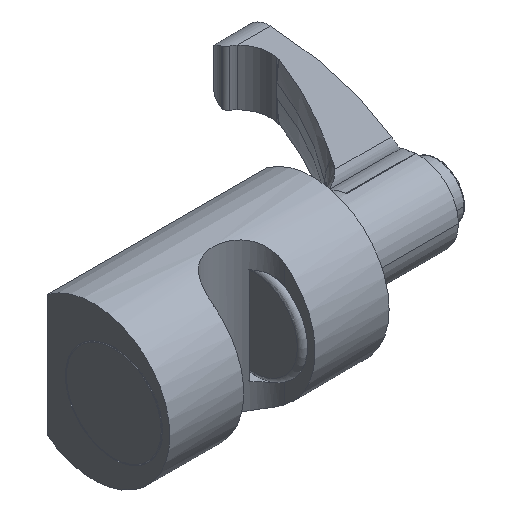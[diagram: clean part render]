
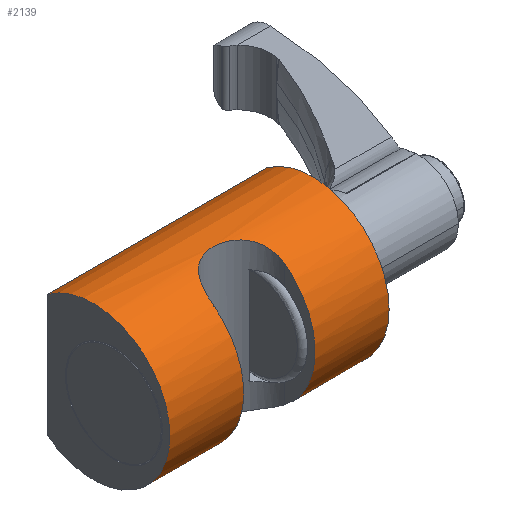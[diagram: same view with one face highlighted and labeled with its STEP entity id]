
A CAD part, isometric view. The second image highlights one B-rep face of the part: STEP entity #2139.
In plain terms, the highlighted cylindrical face has radius 15 mm (diameter 30 mm), a partial arc.
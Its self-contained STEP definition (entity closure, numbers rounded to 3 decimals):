
#1=CARTESIAN_POINT('',(-21.5,3.,0.));
#2=DIRECTION('',(1.,0.,0.));
#3=DIRECTION('',(0.,0.6,0.8));
#4=AXIS2_PLACEMENT_3D('',#1,#2,#3);
#20=DIRECTION('',(1.,0.,0.));
#21=VECTOR('',#20,43.);
#22=CARTESIAN_POINT('',(-21.5,12.,12.));
#23=LINE('',#22,#21);
#24=CARTESIAN_POINT('',(-7.,-6.,12.));
#25=CARTESIAN_POINT('',(-7.,-5.707,12.22));
#26=CARTESIAN_POINT('',(-6.963,-5.126,12.622));
#27=CARTESIAN_POINT('',(-6.804,-4.284,13.124));
#28=CARTESIAN_POINT('',(-6.547,-3.475,13.54));
#29=CARTESIAN_POINT('',(-6.195,-2.705,13.881));
#30=CARTESIAN_POINT('',(-5.75,-1.978,14.156));
#31=CARTESIAN_POINT('',(-5.214,-1.302,14.375));
#32=CARTESIAN_POINT('',(-4.589,-0.69,14.543));
#33=CARTESIAN_POINT('',(-3.881,-0.152,14.668));
#34=CARTESIAN_POINT('',(-3.1,0.298,14.756));
#35=CARTESIAN_POINT('',(-2.259,0.647,14.815));
#36=CARTESIAN_POINT('',(-1.373,0.885,14.85));
#37=CARTESIAN_POINT('',(-0.461,1.005,14.867));
#38=CARTESIAN_POINT('',(0.461,1.005,14.867));
#39=CARTESIAN_POINT('',(1.373,0.885,14.85));
#40=CARTESIAN_POINT('',(2.259,0.647,14.815));
#41=CARTESIAN_POINT('',(3.1,0.298,14.756));
#42=CARTESIAN_POINT('',(3.881,-0.152,14.668));
#43=CARTESIAN_POINT('',(4.589,-0.69,14.543));
#44=CARTESIAN_POINT('',(5.214,-1.302,14.375));
#45=CARTESIAN_POINT('',(5.75,-1.978,14.156));
#46=CARTESIAN_POINT('',(6.195,-2.705,13.881));
#47=CARTESIAN_POINT('',(6.547,-3.475,13.54));
#48=CARTESIAN_POINT('',(6.804,-4.284,13.124));
#49=CARTESIAN_POINT('',(6.963,-5.126,12.622));
#50=CARTESIAN_POINT('',(7.,-5.707,12.22));
#51=CARTESIAN_POINT('',(7.,-6.,12.));
#53=CARTESIAN_POINT('',(-7.,3.,0.));
#54=DIRECTION('',(1.,0.,0.));
#55=DIRECTION('',(0.,-0.6,0.8));
#56=AXIS2_PLACEMENT_3D('',#53,#54,#55);
#58=CARTESIAN_POINT('',(7.,-6.,-12.));
#59=CARTESIAN_POINT('',(7.,-5.707,-12.22));
#60=CARTESIAN_POINT('',(6.963,-5.126,-12.622));
#61=CARTESIAN_POINT('',(6.804,-4.284,-13.124));
#62=CARTESIAN_POINT('',(6.547,-3.475,-13.54));
#63=CARTESIAN_POINT('',(6.195,-2.705,-13.881));
#64=CARTESIAN_POINT('',(5.75,-1.978,-14.156));
#65=CARTESIAN_POINT('',(5.214,-1.302,-14.375));
#66=CARTESIAN_POINT('',(4.589,-0.69,-14.543));
#67=CARTESIAN_POINT('',(3.881,-0.152,-14.668));
#68=CARTESIAN_POINT('',(3.1,0.298,-14.756));
#69=CARTESIAN_POINT('',(2.259,0.647,-14.815));
#70=CARTESIAN_POINT('',(1.373,0.885,-14.85));
#71=CARTESIAN_POINT('',(0.461,1.005,-14.867));
#72=CARTESIAN_POINT('',(-0.461,1.005,-14.867));
#73=CARTESIAN_POINT('',(-1.373,0.885,-14.85));
#74=CARTESIAN_POINT('',(-2.259,0.647,-14.815));
#75=CARTESIAN_POINT('',(-3.1,0.298,-14.756));
#76=CARTESIAN_POINT('',(-3.881,-0.152,
-14.668));
#77=CARTESIAN_POINT('',(-4.589,-0.69,
-14.543));
#78=CARTESIAN_POINT('',(-5.214,-1.302,-14.375));
#79=CARTESIAN_POINT('',(-5.75,-1.978,-14.156));
#80=CARTESIAN_POINT('',(-6.195,-2.705,-13.881));
#81=CARTESIAN_POINT('',(-6.547,-3.475,-13.54));
#82=CARTESIAN_POINT('',(-6.804,-4.284,-13.124));
#83=CARTESIAN_POINT('',(-6.963,-5.126,-12.622));
#84=CARTESIAN_POINT('',(-7.,-5.707,-12.22));
#85=CARTESIAN_POINT('',(-7.,-6.,-12.));
#87=CARTESIAN_POINT('',(7.,3.,0.));
#88=DIRECTION('',(-1.,0.,0.));
#89=DIRECTION('',(0.,-0.6,-0.8));
#90=AXIS2_PLACEMENT_3D('',#87,#88,#89);
#92=DIRECTION('',(1.,0.,0.));
#93=VECTOR('',#92,43.);
#94=CARTESIAN_POINT('',(-21.5,12.,-12.));
#95=LINE('',#94,#93);
#136=CARTESIAN_POINT('',(21.5,3.,0.));
#137=DIRECTION('',(1.,0.,0.));
#138=DIRECTION('',(0.,0.6,0.8));
#139=AXIS2_PLACEMENT_3D('',#136,#137,#138);
#1747=CARTESIAN_POINT('',(-21.5,12.,-12.));
#1748=CARTESIAN_POINT('',(-21.5,12.,12.));
#1749=VERTEX_POINT('',#1747);
#1750=VERTEX_POINT('',#1748);
#1751=CARTESIAN_POINT('',(21.5,12.,-12.));
#1752=CARTESIAN_POINT('',(21.5,12.,12.));
#1753=VERTEX_POINT('',#1751);
#1754=VERTEX_POINT('',#1752);
#1785=VERTEX_POINT('',#24);
#1786=VERTEX_POINT('',#51);
#1787=VERTEX_POINT('',#58);
#1788=VERTEX_POINT('',#85);
#2115=CARTESIAN_POINT('',(-21.5,3.,0.));
#2116=DIRECTION('',(1.,0.,0.));
#2117=DIRECTION('',(0.,-1.,0.));
#2118=AXIS2_PLACEMENT_3D('',#2115,#2116,#2117);
#2119=CYLINDRICAL_SURFACE('',#2118,15.);
#2120=ORIENTED_EDGE('',*,*,#2102,.F.);
#2122=ORIENTED_EDGE('',*,*,#2121,.T.);
#2124=ORIENTED_EDGE('',*,*,#2123,.T.);
#2126=ORIENTED_EDGE('',*,*,#2125,.F.);
#2127=EDGE_LOOP('',(#2120,#2122,#2124,#2126));
#2128=FACE_OUTER_BOUND('',#2127,.F.);
#2130=ORIENTED_EDGE('',*,*,#2129,.F.);
#2132=ORIENTED_EDGE('',*,*,#2131,.T.);
#2134=ORIENTED_EDGE('',*,*,#2133,.F.);
#2136=ORIENTED_EDGE('',*,*,#2135,.T.);
#2137=EDGE_LOOP('',(#2130,#2132,#2134,#2136));
#2138=FACE_BOUND('',#2137,.F.);
#2139=ADVANCED_FACE('',(#2128,#2138),#2119,.T.);
#5=CIRCLE('',#4,15.);
#52=B_SPLINE_CURVE_WITH_KNOTS('',3,(#24,#25,#26,#27,#28,#29,#30,#31,#32,#33,#34,
#35,#36,#37,#38,#39,#40,#41,#42,#43,#44,#45,#46,#47,#48,#49,#50,#51),
.UNSPECIFIED.,.F.,.F.,(4,1,1,1,1,1,1,1,1,1,1,1,1,1,1,1,1,1,1,1,1,1,1,1,1,4),(
0.,0.04,0.08,0.12,0.16,0.2,0.24,0.28,0.32,0.36,0.4,0.44,
0.48,0.52,0.56,0.6,0.64,0.68,0.72,0.76,0.8,0.84,0.88,
0.92,0.96,1.),.UNSPECIFIED.);
#57=CIRCLE('',#56,15.);
#86=B_SPLINE_CURVE_WITH_KNOTS('',3,(#58,#59,#60,#61,#62,#63,#64,#65,#66,#67,#68,
#69,#70,#71,#72,#73,#74,#75,#76,#77,#78,#79,#80,#81,#82,#83,#84,#85),
.UNSPECIFIED.,.F.,.F.,(4,1,1,1,1,1,1,1,1,1,1,1,1,1,1,1,1,1,1,1,1,1,1,1,1,4),(
0.,0.04,0.08,0.12,0.16,0.2,0.24,0.28,0.32,0.36,0.4,0.44,
0.48,0.52,0.56,0.6,0.64,0.68,0.72,0.76,0.8,0.84,0.88,
0.92,0.96,1.),.UNSPECIFIED.);
#91=CIRCLE('',#90,15.);
#140=CIRCLE('',#139,15.);
#2102=EDGE_CURVE('',#1750,#1749,#5,.T.);
#2121=EDGE_CURVE('',#1750,#1754,#23,.T.);
#2123=EDGE_CURVE('',#1754,#1753,#140,.T.);
#2125=EDGE_CURVE('',#1749,#1753,#95,.T.);
#2129=EDGE_CURVE('',#1785,#1786,#52,.T.);
#2131=EDGE_CURVE('',#1785,#1788,#57,.T.);
#2133=EDGE_CURVE('',#1787,#1788,#86,.T.);
#2135=EDGE_CURVE('',#1787,#1786,#91,.T.);
